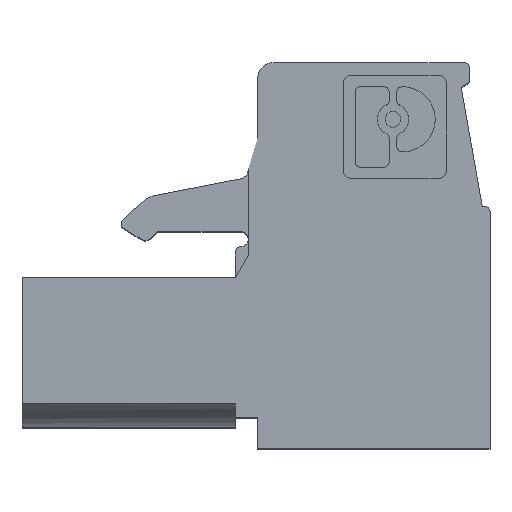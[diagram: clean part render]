
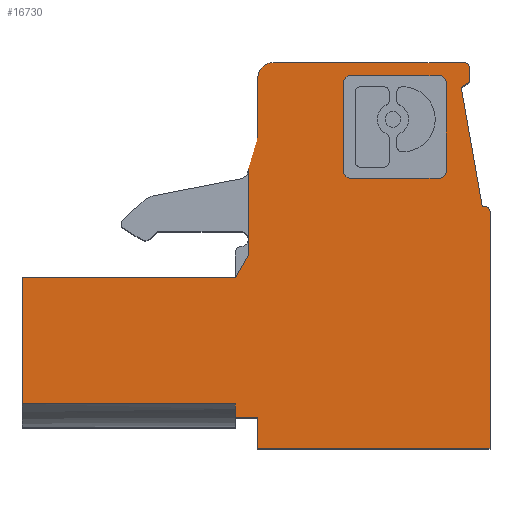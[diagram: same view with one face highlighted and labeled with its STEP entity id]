
A CAD part, top view. The second image highlights one B-rep face of the part: STEP entity #16730.
In plain terms, the highlighted planar face has unit normal (0, 0, 1).
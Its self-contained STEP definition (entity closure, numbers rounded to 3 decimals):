
#2450=CARTESIAN_POINT('',(50.097,52.313,2.54));
#2460=DIRECTION('',(0.,0.,1.));
#2470=DIRECTION('',(1.,0.,0.));
#2480=AXIS2_PLACEMENT_3D('',#2450,#2460,#2470);
#2490=CIRCLE('',#2480,0.6);
#2500=CARTESIAN_POINT('',(50.097,52.913,2.54));
#2510=VERTEX_POINT('',#2500);
#2520=CARTESIAN_POINT('',(49.497,52.313,2.54));
#2530=VERTEX_POINT('',#2520);
#2540=EDGE_CURVE('',#2510,#2530,#2490,.T.);
#5650=CARTESIAN_POINT('',(40.327,39.643,2.54));
#5660=VERTEX_POINT('',#5650);
#5690=CARTESIAN_POINT('',(0.,39.643,2.54));
#5700=DIRECTION('',(1.,0.,0.));
#5710=VECTOR('',#5700,1.);
#5720=LINE('',#5690,#5710);
#5730=CARTESIAN_POINT('',(48.627,39.643,2.54));
#5740=VERTEX_POINT('',#5730);
#5750=EDGE_CURVE('',#5660,#5740,#5720,.T.);
#7350=CARTESIAN_POINT('',(57.722,52.721,2.54));
#7360=VERTEX_POINT('',#7350);
#7390=CARTESIAN_POINT('',(57.522,52.713,2.54));
#7400=DIRECTION('',(0.,0.,1.));
#7410=DIRECTION('',(1.,0.,0.));
#7420=AXIS2_PLACEMENT_3D('',#7390,#7400,#7410);
#7430=CIRCLE('',#7420,0.2);
#7440=CARTESIAN_POINT('',(57.522,52.913,2.54));
#7450=VERTEX_POINT('',#7440);
#7460=EDGE_CURVE('',#7360,#7450,#7430,.T.);
#11570=CARTESIAN_POINT('',(48.627,44.558,2.54));
#11580=VERTEX_POINT('',#11570);
#11610=CARTESIAN_POINT('',(0.,44.558,2.54));
#11620=DIRECTION('',(1.,0.,0.));
#11630=VECTOR('',#11620,1.);
#11640=LINE('',#11610,#11630);
#11650=CARTESIAN_POINT('',(40.327,44.558,2.54));
#11660=VERTEX_POINT('',#11650);
#11670=EDGE_CURVE('',#11660,#11580,#11640,.T.);
#12150=CARTESIAN_POINT('',(58.527,47.113,2.54));
#12160=VERTEX_POINT('',#12150);
#12190=CARTESIAN_POINT('',(58.327,47.113,2.54));
#12200=DIRECTION('',(0.,0.,1.));
#12210=DIRECTION('',(1.,0.,0.));
#12220=AXIS2_PLACEMENT_3D('',#12190,#12200,#12210);
#12230=CIRCLE('',#12220,0.2);
#12240=CARTESIAN_POINT('',(58.327,47.313,2.54));
#12250=VERTEX_POINT('',#12240);
#12260=EDGE_CURVE('',#12160,#12250,#12230,.T.);
#14570=CARTESIAN_POINT('',(48.627,39.113,2.54));
#14580=VERTEX_POINT('',#14570);
#14710=CARTESIAN_POINT('',(48.627,0.,2.54));
#14720=DIRECTION('',(0.,1.,0.));
#14730=VECTOR('',#14720,1.);
#14740=LINE('',#14710,#14730);
#14750=EDGE_CURVE('',#14580,#5740,#14740,.T.);
#14800=CARTESIAN_POINT('',(0.,0.,2.54));
#14810=DIRECTION('',(0.,0.,1.));
#14820=DIRECTION('',(1.,0.,0.));
#14830=AXIS2_PLACEMENT_3D('',#14800,#14810,#14820);
#14840=PLANE('',#14830);
#14850=CARTESIAN_POINT('',(0.,39.113,2.54));
#14860=DIRECTION('',(-1.,0.,0.));
#14870=VECTOR('',#14860,1.);
#14880=LINE('',#14850,#14870);
#14890=CARTESIAN_POINT('',(49.497,39.113,2.54));
#14900=VERTEX_POINT('',#14890);
#14910=EDGE_CURVE('',#14900,#14580,#14880,.T.);
#14920=ORIENTED_EDGE('',*,*,#14910,.F.);
#14930=ORIENTED_EDGE('',*,*,#14750,.F.);
#14940=ORIENTED_EDGE('',*,*,#5750,.T.);
#14950=CARTESIAN_POINT('',(40.327,0.,2.54));
#14960=DIRECTION('',(0.,1.,0.));
#14970=VECTOR('',#14960,1.);
#14980=LINE('',#14950,#14970);
#14990=EDGE_CURVE('',#5660,#11660,#14980,.T.);
#15000=ORIENTED_EDGE('',*,*,#14990,.F.);
#15010=ORIENTED_EDGE('',*,*,#11670,.F.);
#15020=CARTESIAN_POINT('',(22.901,0.,2.54));
#15030=DIRECTION('',(-0.5,-0.866,0.));
#15040=VECTOR('',#15030,1.);
#15050=LINE('',#15020,#15040);
#15060=CARTESIAN_POINT('',(49.127,45.424,2.54));
#15070=VERTEX_POINT('',#15060);
#15080=EDGE_CURVE('',#15070,#11580,#15050,.T.);
#15090=ORIENTED_EDGE('',*,*,#15080,.T.);
#15100=CARTESIAN_POINT('',(49.127,0.,2.54));
#15110=DIRECTION('',(0.,1.,0.));
#15120=VECTOR('',#15110,1.);
#15130=LINE('',#15100,#15120);
#15140=CARTESIAN_POINT('',(49.127,48.775,2.54));
#15150=VERTEX_POINT('',#15140);
#15160=EDGE_CURVE('',#15070,#15150,#15130,.T.);
#15170=ORIENTED_EDGE('',*,*,#15160,.F.);
#15180=CARTESIAN_POINT('',(0.,76.681,2.54));
#15190=DIRECTION('',(-0.87,0.494,0.));
#15200=VECTOR('',#15190,1.);
#15210=LINE('',#15180,#15200);
#15220=CARTESIAN_POINT('',(49.127,48.775,2.54));
#15230=VERTEX_POINT('',#15220);
#15240=EDGE_CURVE('',#15150,#15230,#15210,.T.);
#15250=ORIENTED_EDGE('',*,*,#15240,.F.);
#15260=CARTESIAN_POINT('',(34.539,0.,2.54));
#15270=DIRECTION('',(-0.287,-0.958,0.));
#15280=VECTOR('',#15270,1.);
#15290=LINE('',#15260,#15280);
#15300=CARTESIAN_POINT('',(49.497,50.013,2.54));
#15310=VERTEX_POINT('',#15300);
#15320=EDGE_CURVE('',#15310,#15230,#15290,.T.);
#15330=ORIENTED_EDGE('',*,*,#15320,.T.);
#15340=CARTESIAN_POINT('',(49.497,0.,2.54));
#15350=DIRECTION('',(0.,1.,0.));
#15360=VECTOR('',#15350,1.);
#15370=LINE('',#15340,#15360);
#15380=EDGE_CURVE('',#15310,#2530,#15370,.T.);
#15390=ORIENTED_EDGE('',*,*,#15380,.F.);
#15400=ORIENTED_EDGE('',*,*,#2540,.T.);
#15410=CARTESIAN_POINT('',(0.,52.913,2.54));
#15420=DIRECTION('',(1.,0.,0.));
#15430=VECTOR('',#15420,1.);
#15440=LINE('',#15410,#15430);
#15450=EDGE_CURVE('',#2510,#7450,#15440,.T.);
#15460=ORIENTED_EDGE('',*,*,#15450,.F.);
#15470=ORIENTED_EDGE('',*,*,#7460,.T.);
#15480=CARTESIAN_POINT('',(60.024,0.,2.54));
#15490=DIRECTION('',(-0.044,0.999,0.));
#15500=VECTOR('',#15490,1.);
#15510=LINE('',#15480,#15500);
#15520=CARTESIAN_POINT('',(57.747,52.163,2.54));
#15530=VERTEX_POINT('',#15520);
#15540=EDGE_CURVE('',#15530,#7360,#15510,.T.);
#15550=ORIENTED_EDGE('',*,*,#15540,.T.);
#15560=CARTESIAN_POINT('',(0.,18.823,2.54));
#15570=DIRECTION('',(-0.866,-0.5,0.));
#15580=VECTOR('',#15570,1.);
#15590=LINE('',#15560,#15580);
#15600=CARTESIAN_POINT('',(57.406,51.966,2.54));
#15610=VERTEX_POINT('',#15600);
#15620=EDGE_CURVE('',#15530,#15610,#15590,.T.);
#15630=ORIENTED_EDGE('',*,*,#15620,.F.);
#15640=CARTESIAN_POINT('',(66.569,0.,2.54));
#15650=DIRECTION('',(0.174,-0.985,0.));
#15660=VECTOR('',#15650,1.);
#15670=LINE('',#15640,#15660);
#15680=CARTESIAN_POINT('',(58.227,47.313,2.54));
#15690=VERTEX_POINT('',#15680);
#15700=EDGE_CURVE('',#15610,#15690,#15670,.T.);
#15710=ORIENTED_EDGE('',*,*,#15700,.F.);
#15720=CARTESIAN_POINT('',(0.,47.313,2.54));
#15730=DIRECTION('',(-1.,0.,0.));
#15740=VECTOR('',#15730,1.);
#15750=LINE('',#15720,#15740);
#15760=EDGE_CURVE('',#12250,#15690,#15750,.T.);
#15770=ORIENTED_EDGE('',*,*,#15760,.T.);
#15780=ORIENTED_EDGE('',*,*,#12260,.T.);
#15790=CARTESIAN_POINT('',(58.527,0.,2.54));
#15800=DIRECTION('',(0.,-1.,0.));
#15810=VECTOR('',#15800,1.);
#15820=LINE('',#15790,#15810);
#15830=CARTESIAN_POINT('',(58.527,37.913,2.54));
#15840=VERTEX_POINT('',#15830);
#15850=EDGE_CURVE('',#12160,#15840,#15820,.T.);
#15860=ORIENTED_EDGE('',*,*,#15850,.F.);
#15870=CARTESIAN_POINT('',(0.,37.913,2.54));
#15880=DIRECTION('',(-1.,0.,0.));
#15890=VECTOR('',#15880,1.);
#15900=LINE('',#15870,#15890);
#15910=CARTESIAN_POINT('',(49.497,37.913,2.54));
#15920=VERTEX_POINT('',#15910);
#15930=EDGE_CURVE('',#15840,#15920,#15900,.T.);
#15940=ORIENTED_EDGE('',*,*,#15930,.F.);
#15950=CARTESIAN_POINT('',(49.497,0.,2.54));
#15960=DIRECTION('',(0.,1.,0.));
#15970=VECTOR('',#15960,1.);
#15980=LINE('',#15950,#15970);
#15990=EDGE_CURVE('',#15920,#14900,#15980,.T.);
#16000=ORIENTED_EDGE('',*,*,#15990,.F.);
#16010=EDGE_LOOP('',(#16000,#15940,#15860,#15780,#15770,#15710,#15630,
#15550,#15470,#15460,#15400,#15390,#15330,#15250,#15170,#15090,#15010,
#15000,#14940,#14930,#14920));
#16020=FACE_OUTER_BOUND('',#16010,.T.);
#16030=CARTESIAN_POINT('',(53.107,52.132,2.54));
#16040=DIRECTION('',(0.,0.,1.));
#16050=DIRECTION('',(1.,0.,0.));
#16060=AXIS2_PLACEMENT_3D('',#16030,#16040,#16050);
#16070=CIRCLE('',#16060,0.281);
#16080=CARTESIAN_POINT('',(53.107,52.413,2.54));
#16090=VERTEX_POINT('',#16080);
#16100=CARTESIAN_POINT('',(52.826,52.132,2.54));
#16110=VERTEX_POINT('',#16100);
#16120=EDGE_CURVE('',#16090,#16110,#16070,.T.);
#16130=ORIENTED_EDGE('',*,*,#16120,.F.);
#16140=CARTESIAN_POINT('',(52.826,0.,2.54));
#16150=DIRECTION('',(0.,1.,0.));
#16160=VECTOR('',#16150,1.);
#16170=LINE('',#16140,#16160);
#16180=CARTESIAN_POINT('',(52.826,48.694,2.54));
#16190=VERTEX_POINT('',#16180);
#16200=EDGE_CURVE('',#16190,#16110,#16170,.T.);
#16210=ORIENTED_EDGE('',*,*,#16200,.T.);
#16220=CARTESIAN_POINT('',(53.107,48.694,2.54));
#16230=DIRECTION('',(0.,0.,1.));
#16240=DIRECTION('',(1.,0.,0.));
#16250=AXIS2_PLACEMENT_3D('',#16220,#16230,#16240);
#16260=CIRCLE('',#16250,0.281);
#16270=CARTESIAN_POINT('',(53.107,48.413,2.54));
#16280=VERTEX_POINT('',#16270);
#16290=EDGE_CURVE('',#16190,#16280,#16260,.T.);
#16300=ORIENTED_EDGE('',*,*,#16290,.F.);
#16310=CARTESIAN_POINT('',(0.,48.413,2.54));
#16320=DIRECTION('',(-1.,0.,0.));
#16330=VECTOR('',#16320,1.);
#16340=LINE('',#16310,#16330);
#16350=CARTESIAN_POINT('',(56.545,48.413,2.54));
#16360=VERTEX_POINT('',#16350);
#16370=EDGE_CURVE('',#16360,#16280,#16340,.T.);
#16380=ORIENTED_EDGE('',*,*,#16370,.T.);
#16390=CARTESIAN_POINT('',(56.545,48.694,2.54));
#16400=DIRECTION('',(0.,0.,1.));
#16410=DIRECTION('',(1.,0.,0.));
#16420=AXIS2_PLACEMENT_3D('',#16390,#16400,#16410);
#16430=CIRCLE('',#16420,0.281);
#16440=CARTESIAN_POINT('',(56.826,48.694,2.54));
#16450=VERTEX_POINT('',#16440);
#16460=EDGE_CURVE('',#16360,#16450,#16430,.T.);
#16470=ORIENTED_EDGE('',*,*,#16460,.F.);
#16480=CARTESIAN_POINT('',(56.826,0.,2.54));
#16490=DIRECTION('',(0.,-1.,0.));
#16500=VECTOR('',#16490,1.);
#16510=LINE('',#16480,#16500);
#16520=CARTESIAN_POINT('',(56.826,52.132,2.54));
#16530=VERTEX_POINT('',#16520);
#16540=EDGE_CURVE('',#16530,#16450,#16510,.T.);
#16550=ORIENTED_EDGE('',*,*,#16540,.T.);
#16560=CARTESIAN_POINT('',(56.545,52.132,2.54));
#16570=DIRECTION('',(0.,0.,1.));
#16580=DIRECTION('',(1.,0.,0.));
#16590=AXIS2_PLACEMENT_3D('',#16560,#16570,#16580);
#16600=CIRCLE('',#16590,0.281);
#16610=CARTESIAN_POINT('',(56.545,52.413,2.54));
#16620=VERTEX_POINT('',#16610);
#16630=EDGE_CURVE('',#16530,#16620,#16600,.T.);
#16640=ORIENTED_EDGE('',*,*,#16630,.F.);
#16650=CARTESIAN_POINT('',(0.,52.413,2.54));
#16660=DIRECTION('',(1.,0.,0.));
#16670=VECTOR('',#16660,1.);
#16680=LINE('',#16650,#16670);
#16690=EDGE_CURVE('',#16090,#16620,#16680,.T.);
#16700=ORIENTED_EDGE('',*,*,#16690,.T.);
#16710=EDGE_LOOP('',(#16700,#16640,#16550,#16470,#16380,#16300,#16210,
#16130));
#16720=FACE_BOUND('',#16710,.T.);
#16730=ADVANCED_FACE('mstb_2.5-nnn-stf-5.08',(#16020,#16720),#14840,.T.)
;
